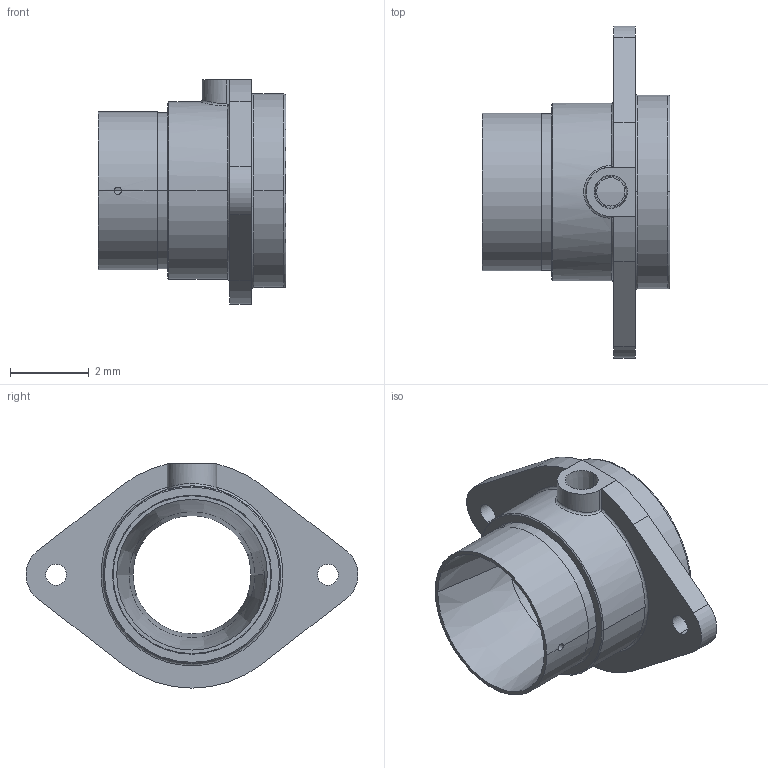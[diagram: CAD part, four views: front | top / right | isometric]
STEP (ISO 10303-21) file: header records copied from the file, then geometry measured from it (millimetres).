
FILE_DESCRIPTION((''),'2;1');
FILE_NAME('120024-3D.stp','2009-10-08T16:35:01',(''),(''),'Mechanical Desktop 2010','Mechanical Desktop 2010',', , ');
FILE_SCHEMA(('CONFIG_CONTROL_DESIGN'));
Length unit declared in the file: millimetre
Products named in the file (1): Product
Bounding box: 4.76 x 8.41 x 5.68 mm (x, y, z)
Volume: 35.8 mm3; surface area: 222.7 mm2
Topology: 2 solids, 2 shells, 69 faces, 181 edges, 119 vertices
Faces by surface type: cylinder 30, plane 17, cone 12, bspline 6, torus 4
Entity records: 2802 total; most frequent: CARTESIAN_POINT 938, DIRECTION 391, ORIENTED_EDGE 362, EDGE_CURVE 181, AXIS2_PLACEMENT_3D 163, VERTEX_POINT 119, CIRCLE 99, EDGE_LOOP 84
